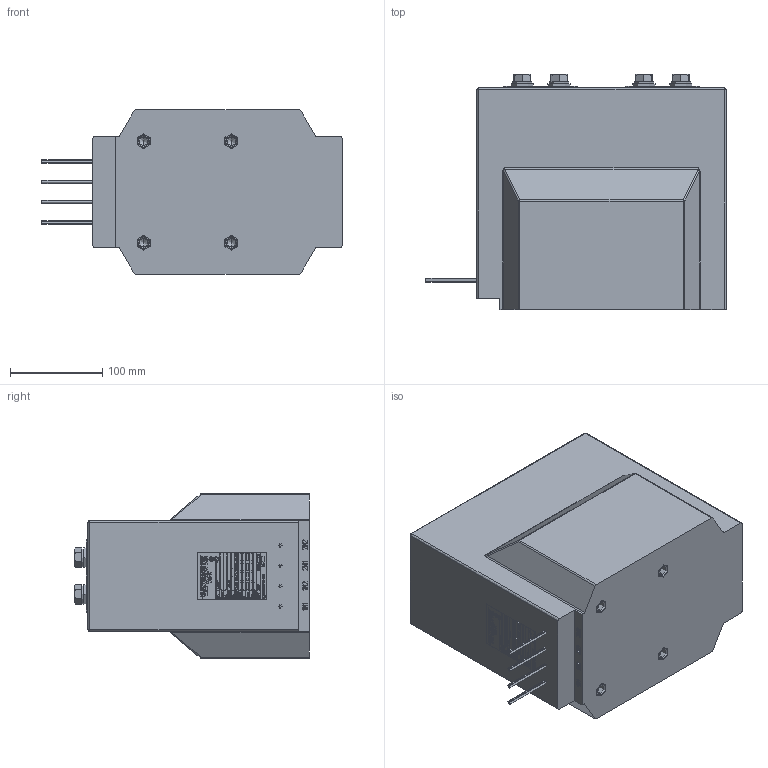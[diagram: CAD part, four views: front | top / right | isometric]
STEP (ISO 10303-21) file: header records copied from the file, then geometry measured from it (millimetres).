
FILE_DESCRIPTION (( 'STEP AP214' ), '1' );
FILE_NAME ('ﾒﾋﾊ-ﾑﾒ-10-14 (2500ﾀ).STEP', '2023-06-27T06:53:28', ( '' ), ( '' ), 'SwSTEP 2.0', 'SolidWorks 2014', '' );
FILE_SCHEMA (( 'AUTOMOTIVE_DESIGN' ));
Length unit declared in the file: millimetre
Products named in the file (82): ïðîâîä^Êîïèÿ Ñáîðêà3_ÈÁËÒ.671213.019-01 ÒËÊ-ÑÒ-10-7; hex screw gradec_din; Áîëò Ì12õ30.58.019 ÃÎÑÒ7805-70 (DIN933); 2,5-6-刳-0,3 襞旂 22021-82 蝂麔; curved spring lock washer_din; ÂÅÈÓ.754312.182À Òàáëè÷êà òåõíè÷åñêèõ äàííûõ ÒËÊ-ÑÒ__-00; Íàêîíå÷íèê ñ ïðîâîäîì; ﾘ琺矜 12.65ﾃ.019 ﾃﾎﾑﾒ6402-70 (DIN127B); èçîë ïðîâ^Êîïèÿ Ñáîðêà3_ÈÁËÒ.671213.019-01 ÒËÊ-ÑÒ-10-7; ﾘ琺矜 12.01.016 ﾃﾎﾑﾒ11371-70 (DIN125A); plain washer hardened grade a_din; .024 侲膰翴籦鴀_; ÂÅÈÓ.754312.182À Òàáëè÷êà òåõíè÷åñêèõ äàííûõ ÒËÊ-ÑÒ_; .006 Ãàéêà ñïåöèàëüíàÿ__00; plain washer hardened grade a_din_Washer DIN 125 - A 6.4 - 300HV; hex screw gradec_din_ISO 4018 - M6 x 12-NN; .007 蹴濋趌; curved spring lock washer_din_Spring washer DIN 128 - A6; .007 蹴濋趌_-01; Êîìïàóíä ÒËÊ-ÑÒ-10-14_2500€; .006 Ãàéêà ñïåöèàëüíàÿ_; Êîìïàóíä ÒËÊ-ÑÒ-10-14; ﾒﾋﾊ-ﾑﾒ-10-14 (2500ﾀ); Íàêîíå÷íèê ñ ïðîâîäîì_00; Êîïèÿ Êîïèÿ Ñáîðêà3^Ñáîðêà2
Assembly tree (64 placements, depth 4):
  ïðîâîä^Êîïèÿ Ñáîðêà3_ÈÁËÒ.671213.019-01 ÒËÊ-ÑÒ-10-7
  hex screw gradec_din
  Áîëò Ì12õ30.58.019 ÃÎÑÒ7805-70 (DIN933)
  curved spring lock washer_din
  Áîëò Ì12õ30.58.019 ÃÎÑÒ7805-70 (DIN933)
Bounding box: 325.2 x 254.55 x 178 mm (x, y, z)
Volume: 9908924.8 mm3; surface area: 431003.4 mm2
Topology: 60 solids, 64 shells, 3929 faces, 10099 edges, 6586 vertices
Faces by surface type: plane 2185, bspline 1072, cylinder 400, cone 232, torus 24, sphere 16
Entity records: 178824 total; most frequent: CARTESIAN_POINT 74116, ORIENTED_EDGE 17212, DIRECTION 11437, EDGE_CURVE 8606, VECTOR 6073, LINE 6073, VERTEX_POINT 5699, EDGE_LOOP 3589
